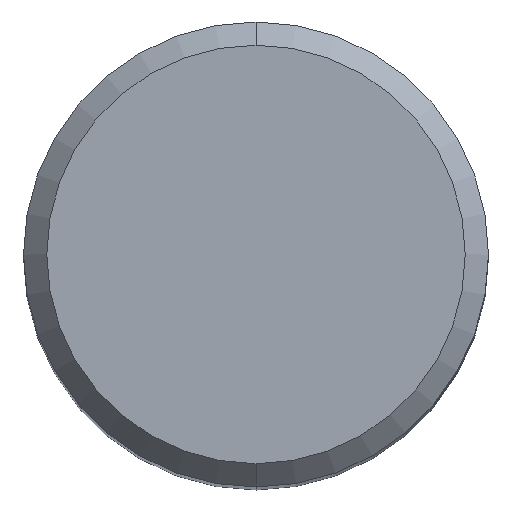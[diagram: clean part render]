
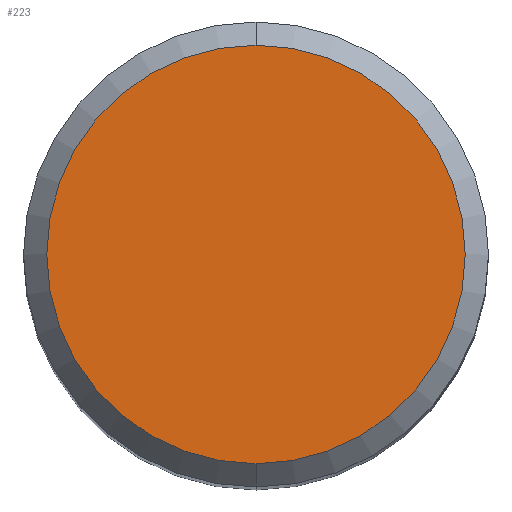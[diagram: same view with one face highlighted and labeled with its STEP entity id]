
A CAD part, top view. The second image highlights one B-rep face of the part: STEP entity #223.
In plain terms, the highlighted planar face has unit normal (0, 0, 1).
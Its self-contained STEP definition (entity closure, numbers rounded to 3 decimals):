
#101=VERTEX_POINT('',#253);
#105=EDGE_CURVE('',#169,#101,#257,.T.);
#169=VERTEX_POINT('',#328);
#193=EDGE_CURVE('',#101,#169,#355,.T.);
#223=ADVANCED_FACE('',(#389),#390,.T.);
#253=CARTESIAN_POINT('',(0.,-5.4,0.0));
#257=CIRCLE('',#420,5.4);
#328=CARTESIAN_POINT('',(0.0,5.4,0.0));
#355=CIRCLE('',#544,5.4);
#389=FACE_OUTER_BOUND('',#589,.T.);
#390=PLANE('',#590);
#420=AXIS2_PLACEMENT_3D('',#610,#611,#612);
#544=AXIS2_PLACEMENT_3D('',#729,#730,#731);
#589=EDGE_LOOP('',(#776,#777));
#590=AXIS2_PLACEMENT_3D('',#778,#779,#780);
#610=CARTESIAN_POINT('',(0.0,0.0,0.0));
#611=DIRECTION('',(0.0,0.0,-1.0));
#612=DIRECTION('',(0.0,1.0,0.0));
#729=CARTESIAN_POINT('',(0.0,0.0,0.0));
#730=DIRECTION('',(0.0,0.0,-1.0));
#731=DIRECTION('',(0.0,1.0,0.0));
#776=ORIENTED_EDGE('',*,*,#105,.F.);
#777=ORIENTED_EDGE('',*,*,#193,.F.);
#778=CARTESIAN_POINT('',(0.0,2.7,0.0));
#779=DIRECTION('',(-0.0,0.0,1.0));
#780=DIRECTION('',(0.0,-1.0,0.0));
